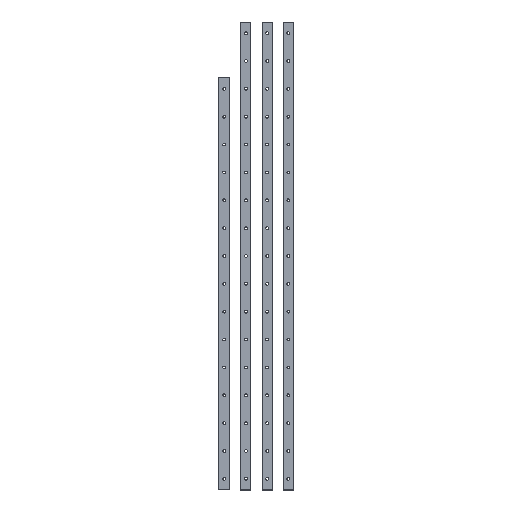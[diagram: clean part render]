
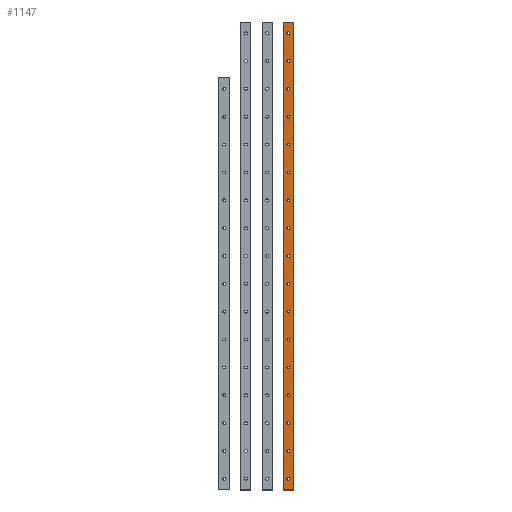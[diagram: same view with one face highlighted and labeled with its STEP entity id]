
A CAD part, top view. The second image highlights one B-rep face of the part: STEP entity #1147.
In plain terms, the highlighted planar face has unit normal (0, 0, 1).
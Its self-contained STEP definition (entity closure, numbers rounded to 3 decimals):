
#39=LINE('',#1630,#63);
#47=LINE('',#1648,#71);
#48=LINE('',#1652,#72);
#49=LINE('',#1653,#73);
#63=VECTOR('',#1396,1000.);
#71=VECTOR('',#1410,1000.);
#72=VECTOR('',#1415,1000.);
#73=VECTOR('',#1416,1000.);
#89=PLANE('',#1235);
#159=ORIENTED_EDGE('',*,*,#274,.F.);
#160=ORIENTED_EDGE('',*,*,#276,.F.);
#161=ORIENTED_EDGE('',*,*,#278,.F.);
#162=ORIENTED_EDGE('',*,*,#280,.F.);
#163=ORIENTED_EDGE('',*,*,#282,.F.);
#164=ORIENTED_EDGE('',*,*,#284,.F.);
#165=ORIENTED_EDGE('',*,*,#286,.F.);
#166=ORIENTED_EDGE('',*,*,#288,.F.);
#167=ORIENTED_EDGE('',*,*,#290,.F.);
#168=ORIENTED_EDGE('',*,*,#292,.F.);
#169=ORIENTED_EDGE('',*,*,#294,.F.);
#170=ORIENTED_EDGE('',*,*,#296,.F.);
#171=ORIENTED_EDGE('',*,*,#298,.F.);
#172=ORIENTED_EDGE('',*,*,#300,.F.);
#173=ORIENTED_EDGE('',*,*,#302,.F.);
#174=ORIENTED_EDGE('',*,*,#304,.F.);
#175=ORIENTED_EDGE('',*,*,#317,.F.);
#176=ORIENTED_EDGE('',*,*,#318,.F.);
#177=ORIENTED_EDGE('',*,*,#316,.F.);
#178=ORIENTED_EDGE('',*,*,#319,.T.);
#179=ORIENTED_EDGE('',*,*,#307,.T.);
#274=EDGE_CURVE('',#362,#362,#442,.T.);
#276=EDGE_CURVE('',#364,#364,#444,.T.);
#278=EDGE_CURVE('',#366,#366,#446,.T.);
#280=EDGE_CURVE('',#368,#368,#448,.T.);
#282=EDGE_CURVE('',#370,#370,#450,.T.);
#284=EDGE_CURVE('',#372,#372,#452,.T.);
#286=EDGE_CURVE('',#374,#374,#454,.T.);
#288=EDGE_CURVE('',#376,#376,#456,.T.);
#290=EDGE_CURVE('',#378,#378,#458,.T.);
#292=EDGE_CURVE('',#380,#380,#460,.T.);
#294=EDGE_CURVE('',#382,#382,#462,.T.);
#296=EDGE_CURVE('',#384,#384,#464,.T.);
#298=EDGE_CURVE('',#386,#386,#466,.T.);
#300=EDGE_CURVE('',#388,#388,#468,.T.);
#302=EDGE_CURVE('',#390,#390,#470,.T.);
#304=EDGE_CURVE('',#392,#392,#472,.T.);
#307=EDGE_CURVE('',#396,#394,#39,.T.);
#316=EDGE_CURVE('',#402,#401,#47,.T.);
#317=EDGE_CURVE('',#403,#403,#475,.T.);
#318=EDGE_CURVE('',#401,#394,#48,.T.);
#319=EDGE_CURVE('',#402,#396,#49,.T.);
#362=VERTEX_POINT('',#1548);
#364=VERTEX_POINT('',#1553);
#366=VERTEX_POINT('',#1558);
#368=VERTEX_POINT('',#1563);
#370=VERTEX_POINT('',#1568);
#372=VERTEX_POINT('',#1573);
#374=VERTEX_POINT('',#1578);
#376=VERTEX_POINT('',#1583);
#378=VERTEX_POINT('',#1588);
#380=VERTEX_POINT('',#1593);
#382=VERTEX_POINT('',#1598);
#384=VERTEX_POINT('',#1603);
#386=VERTEX_POINT('',#1608);
#388=VERTEX_POINT('',#1613);
#390=VERTEX_POINT('',#1618);
#392=VERTEX_POINT('',#1623);
#394=VERTEX_POINT('',#1628);
#396=VERTEX_POINT('',#1631);
#401=VERTEX_POINT('',#1645);
#402=VERTEX_POINT('',#1647);
#403=VERTEX_POINT('',#1651);
#442=CIRCLE('',#1184,1.23);
#444=CIRCLE('',#1187,1.23);
#446=CIRCLE('',#1190,1.23);
#448=CIRCLE('',#1193,1.23);
#450=CIRCLE('',#1196,1.23);
#452=CIRCLE('',#1199,1.23);
#454=CIRCLE('',#1202,1.23);
#456=CIRCLE('',#1205,1.23);
#458=CIRCLE('',#1208,1.23);
#460=CIRCLE('',#1211,1.23);
#462=CIRCLE('',#1214,1.23);
#464=CIRCLE('',#1217,1.23);
#466=CIRCLE('',#1220,1.23);
#468=CIRCLE('',#1223,1.23);
#470=CIRCLE('',#1226,1.23);
#472=CIRCLE('',#1229,1.23);
#475=CIRCLE('',#1236,1.23);
#558=EDGE_LOOP('',(#159));
#559=EDGE_LOOP('',(#160));
#560=EDGE_LOOP('',(#161));
#561=EDGE_LOOP('',(#162));
#562=EDGE_LOOP('',(#163));
#563=EDGE_LOOP('',(#164));
#564=EDGE_LOOP('',(#165));
#565=EDGE_LOOP('',(#166));
#566=EDGE_LOOP('',(#167));
#567=EDGE_LOOP('',(#168));
#568=EDGE_LOOP('',(#169));
#569=EDGE_LOOP('',(#170));
#570=EDGE_LOOP('',(#171));
#571=EDGE_LOOP('',(#172));
#572=EDGE_LOOP('',(#173));
#573=EDGE_LOOP('',(#174));
#574=EDGE_LOOP('',(#175));
#575=EDGE_LOOP('',(#176,#177,#178,#179));
#698=FACE_BOUND('',#558,.T.);
#699=FACE_BOUND('',#559,.T.);
#700=FACE_BOUND('',#560,.T.);
#701=FACE_BOUND('',#561,.T.);
#702=FACE_BOUND('',#562,.T.);
#703=FACE_BOUND('',#563,.T.);
#704=FACE_BOUND('',#564,.T.);
#705=FACE_BOUND('',#565,.T.);
#706=FACE_BOUND('',#566,.T.);
#707=FACE_BOUND('',#567,.T.);
#708=FACE_BOUND('',#568,.T.);
#709=FACE_BOUND('',#569,.T.);
#710=FACE_BOUND('',#570,.T.);
#711=FACE_BOUND('',#571,.T.);
#712=FACE_BOUND('',#572,.T.);
#713=FACE_BOUND('',#573,.T.);
#714=FACE_BOUND('',#574,.T.);
#715=FACE_BOUND('',#575,.T.);
#1147=ADVANCED_FACE('',(#698,#699,#700,#701,#702,#703,#704,#705,#706,#707,
#708,#709,#710,#711,#712,#713,#714,#715),#89,.T.);
#1184=AXIS2_PLACEMENT_3D('',#1547,#1299,#1300);
#1187=AXIS2_PLACEMENT_3D('',#1552,#1305,#1306);
#1190=AXIS2_PLACEMENT_3D('',#1557,#1311,#1312);
#1193=AXIS2_PLACEMENT_3D('',#1562,#1317,#1318);
#1196=AXIS2_PLACEMENT_3D('',#1567,#1323,#1324);
#1199=AXIS2_PLACEMENT_3D('',#1572,#1329,#1330);
#1202=AXIS2_PLACEMENT_3D('',#1577,#1335,#1336);
#1205=AXIS2_PLACEMENT_3D('',#1582,#1341,#1342);
#1208=AXIS2_PLACEMENT_3D('',#1587,#1347,#1348);
#1211=AXIS2_PLACEMENT_3D('',#1592,#1353,#1354);
#1214=AXIS2_PLACEMENT_3D('',#1597,#1359,#1360);
#1217=AXIS2_PLACEMENT_3D('',#1602,#1365,#1366);
#1220=AXIS2_PLACEMENT_3D('',#1607,#1371,#1372);
#1223=AXIS2_PLACEMENT_3D('',#1612,#1377,#1378);
#1226=AXIS2_PLACEMENT_3D('',#1617,#1383,#1384);
#1229=AXIS2_PLACEMENT_3D('',#1622,#1389,#1390);
#1235=AXIS2_PLACEMENT_3D('',#1649,#1411,#1412);
#1236=AXIS2_PLACEMENT_3D('',#1650,#1413,#1414);
#1299=DIRECTION('',(0.,0.,1.));
#1300=DIRECTION('',(0.,1.,0.));
#1305=DIRECTION('',(0.,0.,1.));
#1306=DIRECTION('',(0.,1.,0.));
#1311=DIRECTION('',(0.,0.,1.));
#1312=DIRECTION('',(0.,1.,0.));
#1317=DIRECTION('',(0.,0.,1.));
#1318=DIRECTION('',(0.,1.,0.));
#1323=DIRECTION('',(0.,0.,1.));
#1324=DIRECTION('',(0.,1.,0.));
#1329=DIRECTION('',(0.,0.,1.));
#1330=DIRECTION('',(0.,1.,0.));
#1335=DIRECTION('',(0.,0.,1.));
#1336=DIRECTION('',(0.,1.,0.));
#1341=DIRECTION('',(0.,0.,1.));
#1342=DIRECTION('',(0.,1.,0.));
#1347=DIRECTION('',(0.,0.,1.));
#1348=DIRECTION('',(0.,1.,0.));
#1353=DIRECTION('',(0.,0.,1.));
#1354=DIRECTION('',(0.,1.,0.));
#1359=DIRECTION('',(0.,0.,1.));
#1360=DIRECTION('',(0.,1.,0.));
#1365=DIRECTION('',(0.,0.,1.));
#1366=DIRECTION('',(0.,1.,0.));
#1371=DIRECTION('',(0.,0.,1.));
#1372=DIRECTION('',(0.,1.,0.));
#1377=DIRECTION('',(0.,0.,1.));
#1378=DIRECTION('',(0.,1.,0.));
#1383=DIRECTION('',(0.,0.,1.));
#1384=DIRECTION('',(0.,1.,0.));
#1389=DIRECTION('',(0.,0.,1.));
#1390=DIRECTION('',(0.,1.,0.));
#1396=DIRECTION('',(0.,-1.,0.));
#1410=DIRECTION('',(0.,-1.,0.));
#1411=DIRECTION('',(0.,0.,1.));
#1412=DIRECTION('',(1.,0.,0.));
#1413=DIRECTION('',(0.,0.,1.));
#1414=DIRECTION('',(0.,1.,0.));
#1415=DIRECTION('',(-1.,0.,0.));
#1416=DIRECTION('',(-1.,0.,0.));
#1547=CARTESIAN_POINT('',(0.,410.,1.25));
#1548=CARTESIAN_POINT('',(0.,411.23,1.25));
#1552=CARTESIAN_POINT('',(0.,385.,1.25));
#1553=CARTESIAN_POINT('',(0.,386.23,1.25));
#1557=CARTESIAN_POINT('',(0.,360.,1.25));
#1558=CARTESIAN_POINT('',(0.,361.23,1.25));
#1562=CARTESIAN_POINT('',(0.,335.,1.25));
#1563=CARTESIAN_POINT('',(0.,336.23,1.25));
#1567=CARTESIAN_POINT('',(0.,310.,1.25));
#1568=CARTESIAN_POINT('',(0.,311.23,1.25));
#1572=CARTESIAN_POINT('',(0.,285.,1.25));
#1573=CARTESIAN_POINT('',(0.,286.23,1.25));
#1577=CARTESIAN_POINT('',(0.,260.,1.25));
#1578=CARTESIAN_POINT('',(0.,261.23,1.25));
#1582=CARTESIAN_POINT('',(0.,235.,1.25));
#1583=CARTESIAN_POINT('',(0.,236.23,1.25));
#1587=CARTESIAN_POINT('',(0.,210.,1.25));
#1588=CARTESIAN_POINT('',(0.,211.23,1.25));
#1592=CARTESIAN_POINT('',(0.,185.,1.25));
#1593=CARTESIAN_POINT('',(0.,186.23,1.25));
#1597=CARTESIAN_POINT('',(0.,160.,1.25));
#1598=CARTESIAN_POINT('',(0.,161.23,1.25));
#1602=CARTESIAN_POINT('',(0.,135.,1.25));
#1603=CARTESIAN_POINT('',(0.,136.23,1.25));
#1607=CARTESIAN_POINT('',(0.,110.,1.25));
#1608=CARTESIAN_POINT('',(0.,111.23,1.25));
#1612=CARTESIAN_POINT('',(0.,85.,1.25));
#1613=CARTESIAN_POINT('',(0.,86.23,1.25));
#1617=CARTESIAN_POINT('',(0.,60.,1.25));
#1618=CARTESIAN_POINT('',(0.,61.23,1.25));
#1622=CARTESIAN_POINT('',(0.,35.,1.25));
#1623=CARTESIAN_POINT('',(0.,36.23,1.25));
#1628=CARTESIAN_POINT('',(-4.5,0.,1.25));
#1630=CARTESIAN_POINT('',(-4.5,420.,1.25));
#1631=CARTESIAN_POINT('',(-4.5,420.,1.25));
#1645=CARTESIAN_POINT('',(4.5,0.,1.25));
#1647=CARTESIAN_POINT('',(4.5,420.,1.25));
#1648=CARTESIAN_POINT('',(4.5,420.,1.25));
#1649=CARTESIAN_POINT('',(4.5,420.,1.25));
#1650=CARTESIAN_POINT('',(0.,10.,1.25));
#1651=CARTESIAN_POINT('',(0.,11.23,1.25));
#1652=CARTESIAN_POINT('',(4.5,0.,1.25));
#1653=CARTESIAN_POINT('',(4.5,420.,1.25));
